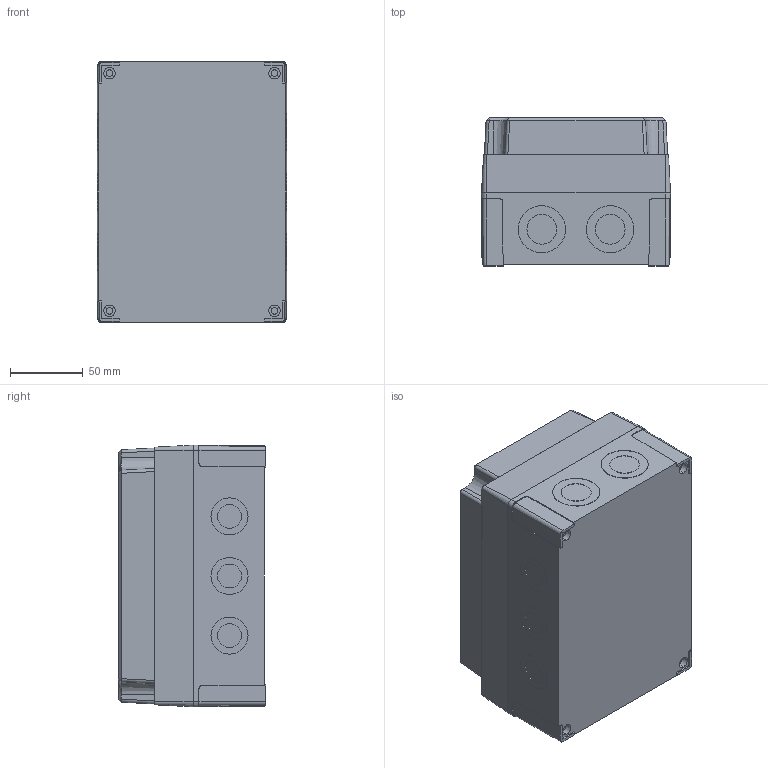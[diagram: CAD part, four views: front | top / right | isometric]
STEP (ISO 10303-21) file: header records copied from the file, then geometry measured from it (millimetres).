
FILE_DESCRIPTION (( 'STEP AP214' ), '1' );
FILE_NAME ('6016315_FIBOX_MNX_PCM_150_100_G.STEP', '2023-02-16T13:18:20', ( '' ), ( '' ), 'SwSTEP 2.0', 'SolidWorks 2021', '' );
FILE_SCHEMA (( 'AUTOMOTIVE_DESIGN' ));
Length unit declared in the file: millimetre
Products named in the file (4): FIBOX_MNXPCM150B; FIBOX_MNXSS14551H; 6016315_FIBOX_MNX_PCM_150_100_G; FIBOX_MNX15050C
Assembly tree (6 placements, depth 2):
  6016315_FIBOX_MNX_PCM_150_100_G
    FIBOX_MNXPCM150B
    FIBOX_MNX15050C
    FIBOX_MNXSS14551H  x4
Bounding box: 130.1 x 101.6 x 180.1 mm (x, y, z)
Volume: 329895.7 mm3; surface area: 221907.9 mm2
Topology: 6 solids, 6 shells, 581 faces, 1429 edges, 944 vertices
Faces by surface type: plane 335, cylinder 200, cone 44, bspline 2
Entity records: 17545 total; most frequent: CARTESIAN_POINT 5341, DIRECTION 2565, ORIENTED_EDGE 2450, EDGE_CURVE 1225, AXIS2_PLACEMENT_3D 932, VERTEX_POINT 812, LINE 701, VECTOR 701
